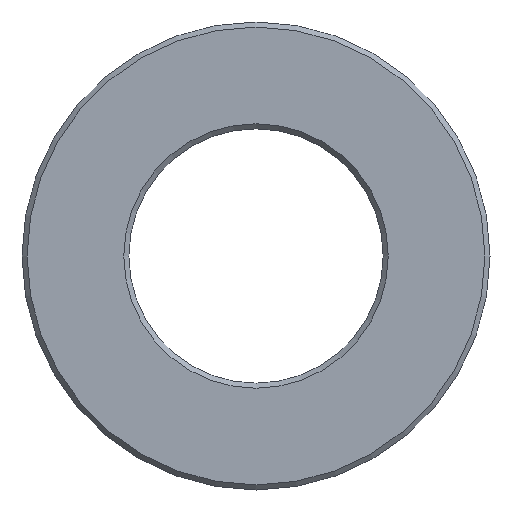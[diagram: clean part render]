
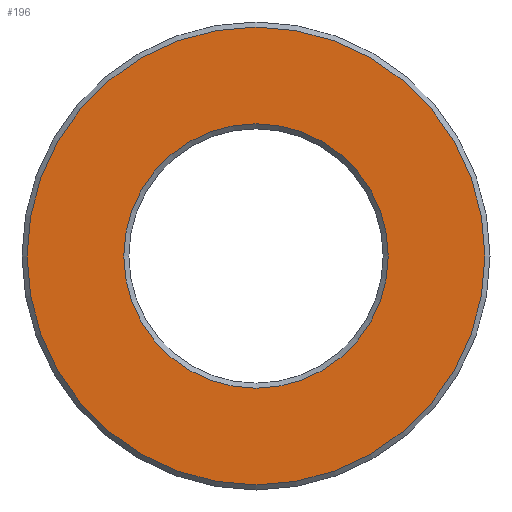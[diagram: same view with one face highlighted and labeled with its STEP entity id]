
A CAD part, front view. The second image highlights one B-rep face of the part: STEP entity #196.
In plain terms, the highlighted planar face has unit normal (0, -1, 0).
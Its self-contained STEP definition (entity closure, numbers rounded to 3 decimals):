
#43=FACE_BOUND('',#63,.T.);
#49=FACE_OUTER_BOUND('',#62,.T.);
#62=EDGE_LOOP('',(#153));
#63=EDGE_LOOP('',(#154));
#78=CIRCLE('',#228,2.6);
#79=CIRCLE('',#230,4.5);
#96=VERTEX_POINT('',#338);
#97=VERTEX_POINT('',#342);
#117=EDGE_CURVE('',#96,#96,#78,.T.);
#118=EDGE_CURVE('',#97,#97,#79,.T.);
#153=ORIENTED_EDGE('',*,*,#118,.T.);
#154=ORIENTED_EDGE('',*,*,#117,.F.);
#190=PLANE('',#229);
#196=ADVANCED_FACE('',(#49,#43),#190,.T.);
#228=AXIS2_PLACEMENT_3D('',#340,#273,#274);
#229=AXIS2_PLACEMENT_3D('',#341,#275,#276);
#230=AXIS2_PLACEMENT_3D('',#343,#277,#278);
#273=DIRECTION('center_axis',(0.,-1.,0.));
#274=DIRECTION('ref_axis',(0.,0.,-1.));
#275=DIRECTION('center_axis',(0.,-1.,0.));
#276=DIRECTION('ref_axis',(0.,0.,1.));
#277=DIRECTION('center_axis',(0.,-1.,0.));
#278=DIRECTION('ref_axis',(0.,0.,-1.));
#338=CARTESIAN_POINT('',(0.,0.,2.6));
#340=CARTESIAN_POINT('Origin',(0.,0.,0.));
#341=CARTESIAN_POINT('Origin',(0.,0.,0.));
#342=CARTESIAN_POINT('',(0.,0.,4.5));
#343=CARTESIAN_POINT('Origin',(0.,0.,0.));
